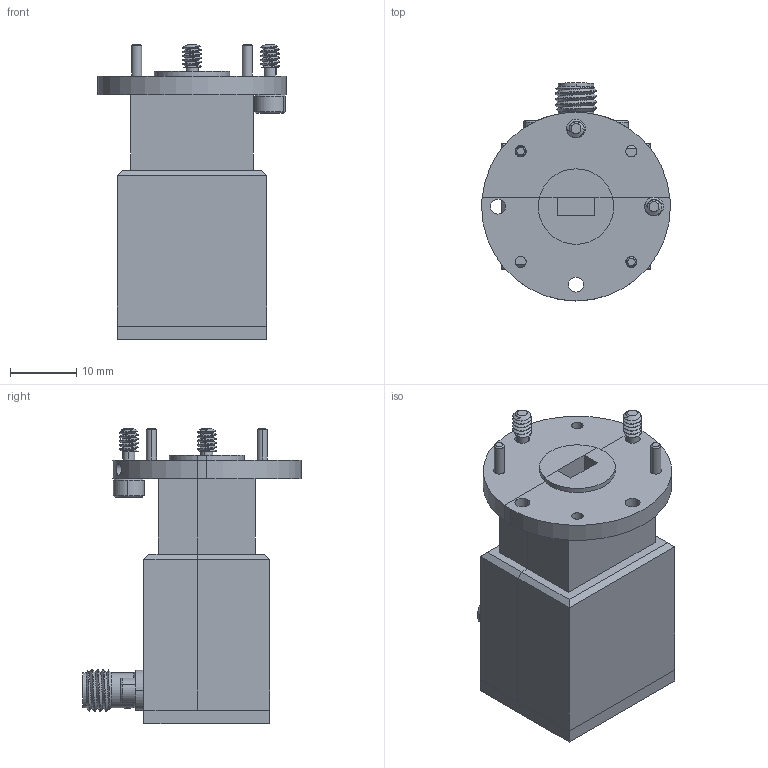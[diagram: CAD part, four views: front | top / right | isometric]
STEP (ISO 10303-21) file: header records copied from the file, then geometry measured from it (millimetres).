
FILE_DESCRIPTION (( 'STEP AP214' ), '1' );
FILE_NAME ('FMMT3008_3D.STEP', '2022-08-19T18:18:48', ( '' ), ( '' ), 'SwSTEP 2.0', 'SolidWorks 2021', '' );
FILE_SCHEMA (( 'AUTOMOTIVE_DESIGN' ));
Length unit declared in the file: inch
Products named in the file (10): PE80T3008_DOWEL; FMMT3008; 220349_CapScrew; 4-40 socket head x .30_CAPTIVE_90128A106; 4-40 socket head x .25_3_90128A106; 1AJ02-017_SOCKET_4-40 x .125 FLAT HEAD SCREW; PE80T3008_LABEL; SMA F PNL MNT_2; SMA F PNL_2; FMMT3008_3D
Assembly tree (26 placements, depth 3):
  FMMT3008_3D
    FMMT3008
    PE80T3008_DOWEL  x2
    SMA F PNL MNT_2
      SMA F PNL_2
      220349_CapScrew  x2
    1AJ02-017_SOCKET_4-40 x .125 FLAT HEAD SCREW  x4
    4-40 socket head x .30_CAPTIVE_90128A106  x2
    4-40 socket head x .25_3_90128A106  x2
    PE80T3008_LABEL
    220349_CapScrew  x10
Bounding box: 28.57 x 33.06 x 44.73 mm (x, y, z)
Volume: 15448.6 mm3; surface area: 9206.5 mm2
Topology: 25 solids, 25 shells, 1279 faces, 2972 edges, 1838 vertices
Faces by surface type: plane 484, cone 350, cylinder 275, bspline 146, torus 24
Entity records: 34380 total; most frequent: CARTESIAN_POINT 14620, ORIENTED_EDGE 3348, DIRECTION 2723, EDGE_CURVE 1674, VERTEX_POINT 1080, VECTOR 957, LINE 957, AXIS2_PLACEMENT_3D 883
